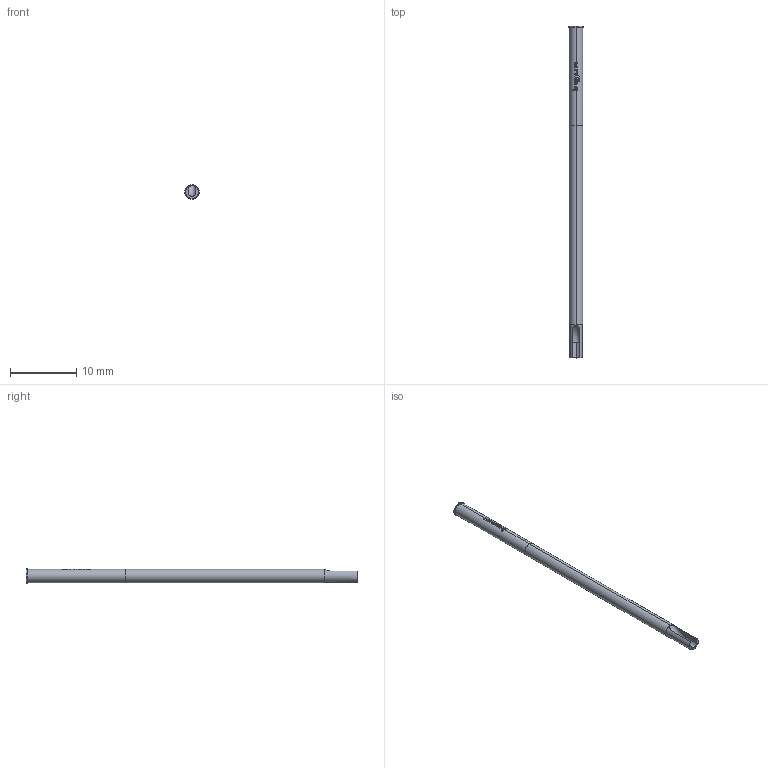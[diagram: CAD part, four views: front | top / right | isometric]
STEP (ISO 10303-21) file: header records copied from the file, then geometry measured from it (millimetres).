
FILE_DESCRIPTION (( 'STEP AP203' ), '1' );
FILE_NAME ('INGUN_KS-212_30_M.STEP', '2022-02-09T05:22:34', ( 'ochi' ), ( '' ), 'SwSTEP 2.0', 'SolidWorks 2018', '' );
FILE_SCHEMA (( 'CONFIG_CONTROL_DESIGN' ));
Length unit declared in the file: millimetre
Products named in the file (1): INGUN_KS-212_30_M
Bounding box: 2.2 x 50 x 2.2 mm (x, y, z)
Volume: 147.9 mm3; surface area: 326.8 mm2
Topology: 1 solids, 1 shells, 99 faces, 279 edges, 186 vertices
Faces by surface type: plane 47, cylinder 29, bspline 22, torus 1
Entity records: 3604 total; most frequent: CARTESIAN_POINT 1103, ORIENTED_EDGE 558, DIRECTION 445, EDGE_CURVE 279, VERTEX_POINT 186, AXIS2_PLACEMENT_3D 176, EDGE_LOOP 103, FACE_OUTER_BOUND 99
